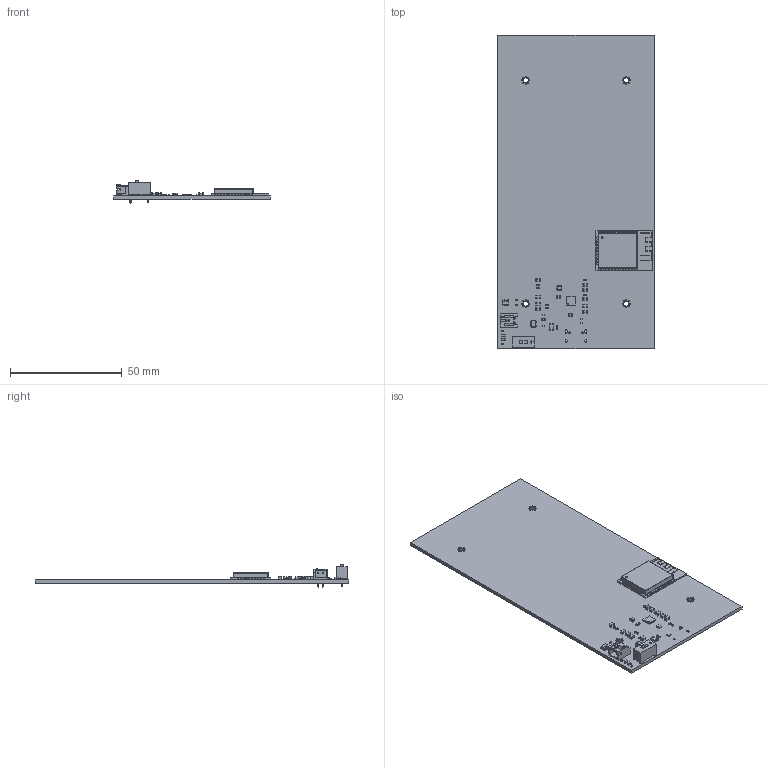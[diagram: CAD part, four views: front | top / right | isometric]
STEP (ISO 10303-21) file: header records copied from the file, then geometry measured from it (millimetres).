
FILE_DESCRIPTION(('KiCad electronic assembly'),'2;1');
FILE_NAME('PCB.step','2024-06-19T18:15:01',('Pcbnew'),('Kicad'), 'Open CASCADE STEP processor 7.8','KiCad to STEP converter','Unknown' );
FILE_SCHEMA(('AUTOMOTIVE_DESIGN { 1 0 10303 214 1 1 1 1 }'));
Length unit declared in the file: millimetre
Products named in the file (28): PCB 1; R_0402_1005Metric; C_0805_2012Metric; C_0402_1005Metric; ESP32-WROOM-32; SOT-363_SC-70-6; SOT_363_SC_70_6; LED_0603_1608Metric; L_0603_1608Metric; SOT-23-5; SOT_23_5; SOT-666; SOT_666; QFN-24-1EP_4x4mm_P0.5mm_EP2.6x2.6mm; QFN-24-1EP_4x4mm_Pitch0.5mm; SW_DIP_SPSTx01_Slide_9.78x4.72mm_W7.62mm_P2.54mm; SW_DIP_SPSTx01_Slide_978x472mm_W762mm_P254mm; JST_PH_S2B-PH-K_1x02_P2.00mm_Horizontal; JST_S2B_PH_K; Fuse_1206_3216Metric; PCB_PCB
Assembly tree (52 placements, depth 3):
  PCB 1
    R_0402_1005Metric  x13
      R_0402_1005Metric
    C_0805_2012Metric  x10
      C_0805_2012Metric
    C_0402_1005Metric  x3
      C_0402_1005Metric
    ESP32-WROOM-32
      ESP32-WROOM-32
    SOT-363_SC-70-6
      SOT_363_SC_70_6
    LED_0603_1608Metric  x2
      LED_0603_1608Metric
    L_0603_1608Metric
      L_0603_1608Metric
    SOT-23-5  x2
      SOT_23_5
    SOT-666
      SOT_666
    QFN-24-1EP_4x4mm_P0.5mm_EP2.6x2.6mm
      QFN-24-1EP_4x4mm_Pitch0.5mm
    SW_DIP_SPSTx01_Slide_9.78x4.72mm_W7.62mm_P2.54mm
      SW_DIP_SPSTx01_Slide_978x472mm_W762mm_P254mm
    JST_PH_S2B-PH-K_1x02_P2.00mm_Horizontal
      JST_S2B_PH_K
    Fuse_1206_3216Metric
      Fuse_1206_3216Metric
    PCB_PCB
Bounding box: 70 x 140 x 10.15 mm (x, y, z)
Volume: 17050.9 mm3; surface area: 22473.4 mm2
Topology: 39 solids, 40 shells, 2381 faces, 6251 edges, 3985 vertices
Faces by surface type: plane 1734, cylinder 541, bspline 102, sphere 4
Full cylindrical faces by diameter (mm): 0.2 x12, 0.4 x32, 0.5 x1, 0.65 x2, 0.75 x2, 0.8 x4, 2.2 x4
Entity records: 60248 total; most frequent: CARTESIAN_POINT 8904, ORIENTED_EDGE 8458, DIRECTION 8109, EDGE_CURVE 4229, LINE 3345, VECTOR 3345, VERTEX_POINT 2673, AXIS2_PLACEMENT_3D 2382
